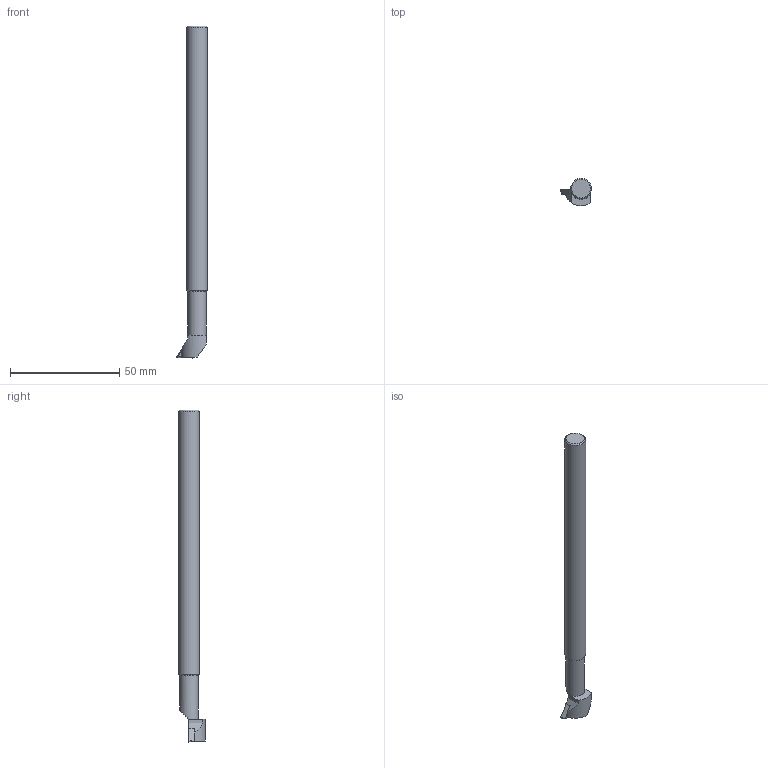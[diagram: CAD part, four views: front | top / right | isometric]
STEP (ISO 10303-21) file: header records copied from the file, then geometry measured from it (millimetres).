
FILE_DESCRIPTION(/* description */ (''),/* implementation_level */ '2;1');
FILE_NAME(/* name */ '1545385077174.stp',/* time_stamp */ '2018-12-21T10:38:10+01:00',/* author */ (''),/* organization */ ('SMS'),/* preprocessor_version */ 'ST-DEVELOPER v15',/* originating_system */ 'SIEMENS PLM Software NX 8.5',/* authorisation */ '');
FILE_SCHEMA (('AUTOMOTIVE_DESIGN { 1 0 10303 214 3 1 1 1 }'));
Length unit declared in the file: millimetre
Products named in the file (4): ASSEMBLY_CONSTRUCTION; IsoTurningInsert; 201989199mod000_00; 202040074mod000_00
Assembly tree (3 placements, depth 2):
  202040074mod000_00
    201989199mod000_00
    IsoTurningInsert
    ASSEMBLY_CONSTRUCTION
Bounding box: 14.13 x 12.27 x 151.85 mm (x, y, z)
Volume: 10320.2 mm3; surface area: 4812.8 mm2
Topology: 2 solids, 2 shells, 35 faces, 89 edges, 60 vertices
Faces by surface type: plane 20, cone 7, cylinder 6, torus 2
Full cylindrical faces by diameter (mm): 2.8 x1, 8.525 x1, 9.525 x1
Entity records: 1195 total; most frequent: CARTESIAN_POINT 226, DIRECTION 189, ORIENTED_EDGE 148, EDGE_CURVE 74, AXIS2_PLACEMENT_3D 70, VERTEX_POINT 51, LINE 49, VECTOR 49
